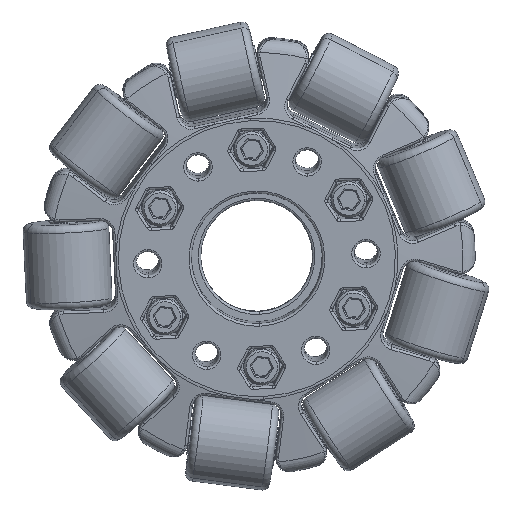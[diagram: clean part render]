
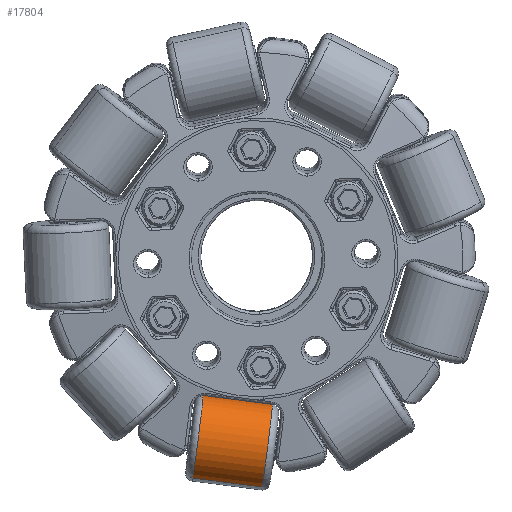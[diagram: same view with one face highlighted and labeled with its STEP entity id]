
A CAD part, front view. The second image highlights one B-rep face of the part: STEP entity #17804.
In plain terms, the highlighted cylindrical face has radius 9.36 mm (diameter 18.72 mm), a partial arc.
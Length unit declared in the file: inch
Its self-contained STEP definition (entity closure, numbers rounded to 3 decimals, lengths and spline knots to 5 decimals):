
#1744 = CARTESIAN_POINT ( 'NONE',  ( 0.3625, 0., 0. ) ) ;
#1748 = VERTEX_POINT ( 'NONE', #17194 ) ;
#1826 = AXIS2_PLACEMENT_3D ( 'NONE', #1744, #17389, #21346 ) ;
#2605 = ORIENTED_EDGE ( 'NONE', *, *, #8402, .T. ) ;
#3088 = AXIS2_PLACEMENT_3D ( 'NONE', #6718, #20429, #8674 ) ;
#3351 = EDGE_CURVE ( 'NONE', #17108, #9919, #23664, .T. ) ;
#5552 = DIRECTION ( 'NONE',  ( -1., 0., 0. ) ) ;
#5954 = DIRECTION ( 'NONE',  ( -1., 0., 0. ) ) ;
#6718 = CARTESIAN_POINT ( 'NONE',  ( -0.3, 0., 0. ) ) ;
#6786 = CARTESIAN_POINT ( 'NONE',  ( 0.3, 0., 0.3685 ) ) ;
#7295 = CARTESIAN_POINT ( 'NONE',  ( 0.3, 0., -0.3685 ) ) ;
#7885 = VECTOR ( 'NONE', #25237, 39.37008 ) ;
#8402 = EDGE_CURVE ( 'NONE', #9919, #17412, #23568, .T. ) ;
#8674 = DIRECTION ( 'NONE',  ( 0., 0., 1. ) ) ;
#9919 = VERTEX_POINT ( 'NONE', #7295 ) ;
#10972 = FACE_OUTER_BOUND ( 'NONE', #24757, .T. ) ;
#13545 = ORIENTED_EDGE ( 'NONE', *, *, #23773, .F. ) ;
#13719 = AXIS2_PLACEMENT_3D ( 'NONE', #17276, #5552, #19262 ) ;
#14065 = CARTESIAN_POINT ( 'NONE',  ( -0.3, 0., -0.3685 ) ) ;
#15576 = CYLINDRICAL_SURFACE ( 'NONE', #1826, 0.3685 ) ;
#17108 = VERTEX_POINT ( 'NONE', #6786 ) ;
#17194 = CARTESIAN_POINT ( 'NONE',  ( -0.3, 0., 0.3685 ) ) ;
#17276 = CARTESIAN_POINT ( 'NONE',  ( 0.3, 0., 0. ) ) ;
#17389 = DIRECTION ( 'NONE',  ( -1., 0., 0. ) ) ;
#17412 = VERTEX_POINT ( 'NONE', #14065 ) ;
#17710 = LINE ( 'NONE', #19681, #22311 ) ;
#17804 = ADVANCED_FACE ( 'NONE', ( #10972 ), #15576, .T. ) ;
#18515 = EDGE_CURVE ( 'NONE', #17108, #1748, #17710, .T. ) ;
#19262 = DIRECTION ( 'NONE',  ( 0., 0., 1. ) ) ;
#19681 = CARTESIAN_POINT ( 'NONE',  ( 0.3625, 0., 0.3685 ) ) ;
#20429 = DIRECTION ( 'NONE',  ( -1., 0., 0. ) ) ;
#21346 = DIRECTION ( 'NONE',  ( 0., 0., 1. ) ) ;
#21614 = ORIENTED_EDGE ( 'NONE', *, *, #18515, .F. ) ;
#22311 = VECTOR ( 'NONE', #5954, 39.37008 ) ;
#22711 = CIRCLE ( 'NONE', #3088, 0.3685 ) ;
#23271 = CARTESIAN_POINT ( 'NONE',  ( 0.3625, 0., -0.3685 ) ) ;
#23568 = LINE ( 'NONE', #23271, #7885 ) ;
#23664 = CIRCLE ( 'NONE', #13719, 0.3685 ) ;
#23773 = EDGE_CURVE ( 'NONE', #1748, #17412, #22711, .T. ) ;
#24757 = EDGE_LOOP ( 'NONE', ( #25134, #2605, #13545, #21614 ) ) ;
#25134 = ORIENTED_EDGE ( 'NONE', *, *, #3351, .T. ) ;
#25237 = DIRECTION ( 'NONE',  ( -1., 0., 0. ) ) ;
